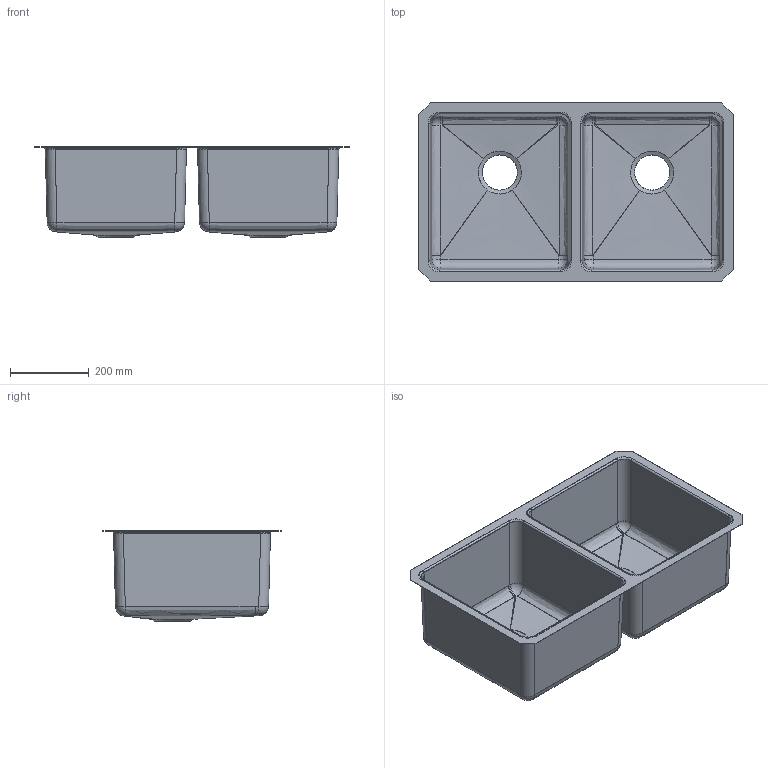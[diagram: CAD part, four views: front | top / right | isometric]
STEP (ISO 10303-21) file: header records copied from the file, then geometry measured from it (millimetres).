
FILE_DESCRIPTION(/* description */ (''),/* implementation_level */ '2;1');
FILE_NAME(/* name */ '8400B',/* time_stamp */ '2020-03-09T14:42:38+08:00',/* author */ (''),/* organization */ (''),/* preprocessor_version */ 'ST-DEVELOPER v9',/* originating_system */ 'UGS - NX 4.0',/* authorisation */ '');
FILE_SCHEMA (('AUTOMOTIVE_DESIGN { 1 0 10303 214 1 1 1 1 }'));
Length unit declared in the file: millimetre
Products named in the file (1): Admi97FEwxqa
Bounding box: 802 x 454 x 230 mm (x, y, z)
Volume: 937109.9 mm3; surface area: 1856135.9 mm2
Topology: 1 solids, 1 shells, 178 faces, 452 edges, 262 vertices
Faces by surface type: bspline 84, sphere 32, cylinder 32, plane 28, extrusion 2
Entity records: 8449 total; most frequent: CARTESIAN_POINT 4863, ORIENTED_EDGE 848, DIRECTION 596, EDGE_CURVE 424, VERTEX_POINT 256, AXIS2_PLACEMENT_3D 253, EDGE_LOOP 190, ADVANCED_FACE 178
